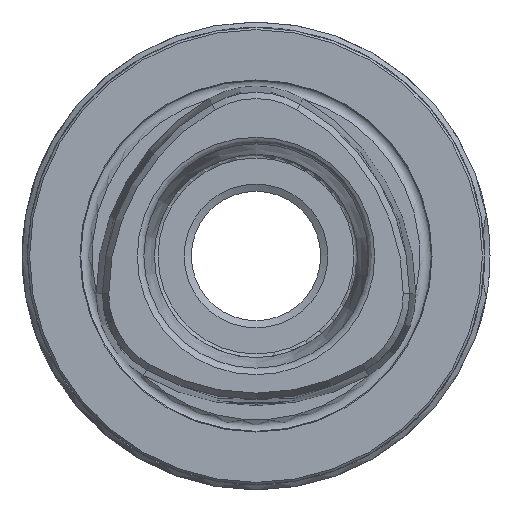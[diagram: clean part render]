
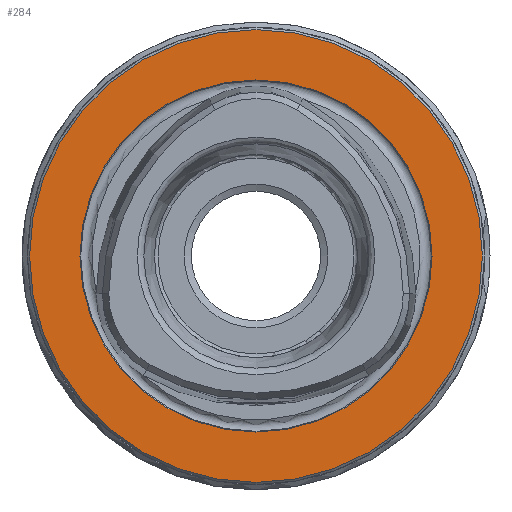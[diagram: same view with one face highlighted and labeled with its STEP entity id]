
A CAD part, left-side view. The second image highlights one B-rep face of the part: STEP entity #284.
In plain terms, the highlighted planar face has unit normal (-1, 0, 0).
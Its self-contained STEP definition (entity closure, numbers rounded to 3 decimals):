
#284 = ADVANCED_FACE( '', ( #629, #630 ), #631, .T. );
#629 = FACE_OUTER_BOUND( '', #1016, .T. );
#630 = FACE_BOUND( '', #1017, .T. );
#631 = PLANE( '', #1018 );
#1016 = EDGE_LOOP( '', ( #1733 ) );
#1017 = EDGE_LOOP( '', ( #1734 ) );
#1018 = AXIS2_PLACEMENT_3D( '', #1735, #1736, #1737 );
#1733 = ORIENTED_EDGE( '', *, *, #2133, .T. );
#1734 = ORIENTED_EDGE( '', *, *, #2289, .F. );
#1735 = CARTESIAN_POINT( '', ( 0., 0., 24.2 ) );
#1736 = DIRECTION( '', ( -1., 0., 0. ) );
#1737 = DIRECTION( '', ( 0., 0., 1. ) );
#2133 = EDGE_CURVE( '', #2544, #2544, #2545, .T. );
#2289 = EDGE_CURVE( '', #2757, #2757, #2758, .T. );
#2544 = VERTEX_POINT( '', #3440 );
#2545 = CIRCLE( '', #3441, 31.2 );
#2757 = VERTEX_POINT( '', #4165 );
#2758 = CIRCLE( '', #4166, 24.264 );
#3440 = CARTESIAN_POINT( '', ( 0., 0., 31.2 ) );
#3441 = AXIS2_PLACEMENT_3D( '', #4498, #4499, #4500 );
#4165 = CARTESIAN_POINT( '', ( 0., 0., 24.264 ) );
#4166 = AXIS2_PLACEMENT_3D( '', #4659, #4660, #4661 );
#4498 = CARTESIAN_POINT( '', ( 0., 0., 0. ) );
#4499 = DIRECTION( '', ( -1., 0., 0. ) );
#4500 = DIRECTION( '', ( 0., 0., 1. ) );
#4659 = CARTESIAN_POINT( '', ( 0., 0., 0. ) );
#4660 = DIRECTION( '', ( -1., 0., 0. ) );
#4661 = DIRECTION( '', ( 0., 0., 1. ) );
